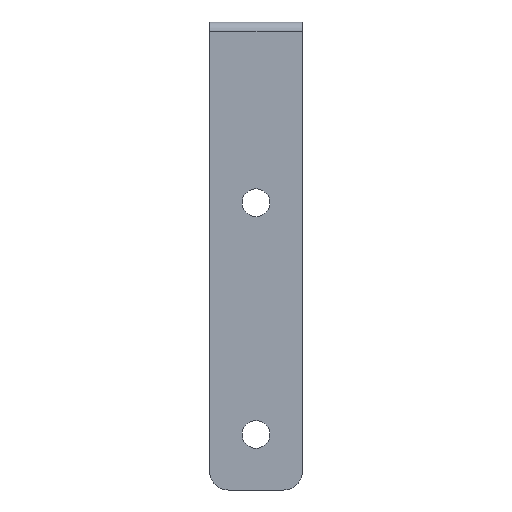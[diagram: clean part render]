
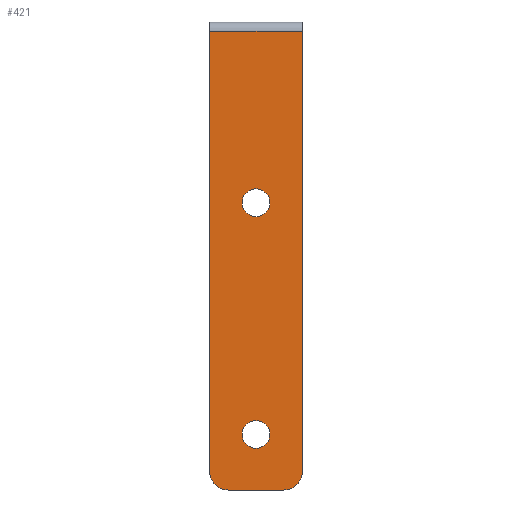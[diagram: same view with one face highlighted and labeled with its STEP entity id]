
A CAD part, front view. The second image highlights one B-rep face of the part: STEP entity #421.
In plain terms, the highlighted planar face has unit normal (0, -1, 0).
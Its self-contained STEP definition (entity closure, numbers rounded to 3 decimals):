
#19=FACE_BOUND('',#80,.T.);
#20=FACE_BOUND('',#81,.T.);
#31=PLANE('',#484);
#51=FACE_OUTER_BOUND('',#79,.T.);
#79=EDGE_LOOP('',(#353,#354,#355,#356,#357,#358));
#80=EDGE_LOOP('',(#359));
#81=EDGE_LOOP('',(#360));
#107=CIRCLE('',#485,2.);
#108=CIRCLE('',#486,2.);
#109=CIRCLE('',#487,1.5);
#110=CIRCLE('',#488,1.5);
#132=LINE('',#696,#166);
#137=LINE('',#712,#171);
#140=LINE('',#718,#174);
#141=LINE('',#722,#175);
#166=VECTOR('',#567,10.);
#171=VECTOR('',#588,10.);
#174=VECTOR('',#593,10.);
#175=VECTOR('',#596,10.);
#203=VERTEX_POINT('',#693);
#204=VERTEX_POINT('',#695);
#207=VERTEX_POINT('',#711);
#209=VERTEX_POINT('',#717);
#210=VERTEX_POINT('',#719);
#211=VERTEX_POINT('',#721);
#212=VERTEX_POINT('',#724);
#213=VERTEX_POINT('',#726);
#249=EDGE_CURVE('',#204,#203,#132,.T.);
#257=EDGE_CURVE('',#204,#207,#137,.T.);
#260=EDGE_CURVE('',#209,#203,#140,.T.);
#261=EDGE_CURVE('',#210,#209,#107,.T.);
#262=EDGE_CURVE('',#211,#210,#141,.T.);
#263=EDGE_CURVE('',#207,#211,#108,.T.);
#264=EDGE_CURVE('',#212,#212,#109,.T.);
#265=EDGE_CURVE('',#213,#213,#110,.T.);
#353=ORIENTED_EDGE('',*,*,#249,.T.);
#354=ORIENTED_EDGE('',*,*,#260,.F.);
#355=ORIENTED_EDGE('',*,*,#261,.F.);
#356=ORIENTED_EDGE('',*,*,#262,.F.);
#357=ORIENTED_EDGE('',*,*,#263,.F.);
#358=ORIENTED_EDGE('',*,*,#257,.F.);
#359=ORIENTED_EDGE('',*,*,#264,.T.);
#360=ORIENTED_EDGE('',*,*,#265,.T.);
#421=ADVANCED_FACE('',(#51,#19,#20),#31,.F.);
#484=AXIS2_PLACEMENT_3D('',#716,#591,#592);
#485=AXIS2_PLACEMENT_3D('',#720,#594,#595);
#486=AXIS2_PLACEMENT_3D('',#723,#597,#598);
#487=AXIS2_PLACEMENT_3D('',#725,#599,#600);
#488=AXIS2_PLACEMENT_3D('',#727,#601,#602);
#567=DIRECTION('',(-1.,0.,0.));
#588=DIRECTION('',(0.,0.,-1.));
#591=DIRECTION('center_axis',(0.,1.,0.));
#592=DIRECTION('ref_axis',(0.,0.,1.));
#593=DIRECTION('',(0.,0.,1.));
#594=DIRECTION('center_axis',(0.,1.,0.));
#595=DIRECTION('ref_axis',(0.,0.,1.));
#596=DIRECTION('',(-1.,0.,0.));
#597=DIRECTION('center_axis',(0.,1.,0.));
#598=DIRECTION('ref_axis',(-1.,0.,0.));
#599=DIRECTION('center_axis',(0.,1.,0.));
#600=DIRECTION('ref_axis',(1.,0.,0.));
#601=DIRECTION('center_axis',(0.,1.,0.));
#602=DIRECTION('ref_axis',(1.,0.,0.));
#693=CARTESIAN_POINT('',(-10.,-0.5,-1.));
#695=CARTESIAN_POINT('',(0.,-0.5,-1.));
#696=CARTESIAN_POINT('',(-2.5,-0.5,-1.));
#711=CARTESIAN_POINT('',(0.,-0.5,-48.5));
#712=CARTESIAN_POINT('',(0.,-0.5,-48.5));
#716=CARTESIAN_POINT('Origin',(-5.,-0.5,-24.88));
#717=CARTESIAN_POINT('',(-10.,-0.5,-48.5));
#718=CARTESIAN_POINT('',(-10.,-0.5,0.));
#719=CARTESIAN_POINT('',(-8.,-0.5,-50.5));
#720=CARTESIAN_POINT('Origin',(-8.,-0.5,-48.5));
#721=CARTESIAN_POINT('',(-2.,-0.5,-50.5));
#722=CARTESIAN_POINT('',(-8.,-0.5,-50.5));
#723=CARTESIAN_POINT('Origin',(-2.,-0.5,-48.5));
#724=CARTESIAN_POINT('',(-6.5,-0.5,-19.5));
#725=CARTESIAN_POINT('Origin',(-5.,-0.5,-19.5));
#726=CARTESIAN_POINT('',(-6.5,-0.5,-44.5));
#727=CARTESIAN_POINT('Origin',(-5.,-0.5,-44.5));
